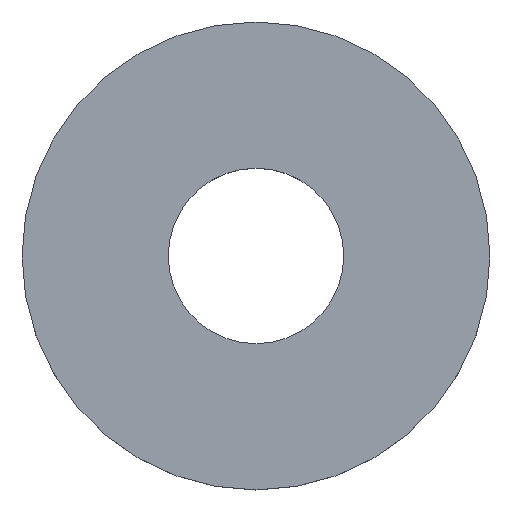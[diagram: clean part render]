
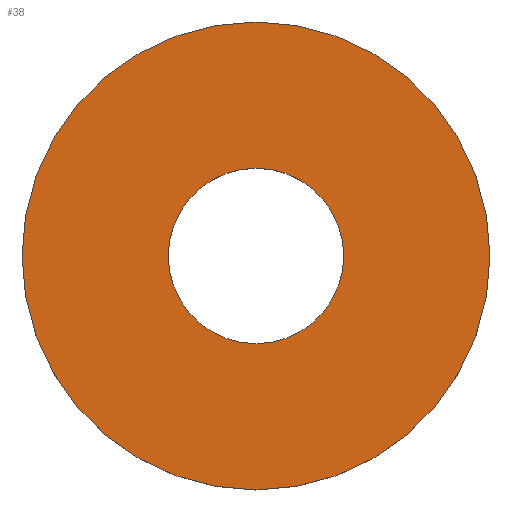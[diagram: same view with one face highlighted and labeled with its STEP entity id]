
A CAD part, top view. The second image highlights one B-rep face of the part: STEP entity #38.
In plain terms, the highlighted planar face has unit normal (0, 0, 1).
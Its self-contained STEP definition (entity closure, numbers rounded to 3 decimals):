
#1 = CARTESIAN_POINT ( 'NONE',  ( -4., 0., 0.8 ) ) ;
#9 = VERTEX_POINT ( 'NONE', #94 ) ;
#10 = CARTESIAN_POINT ( 'NONE',  ( 0., 0., 0.8 ) ) ;
#15 = DIRECTION ( 'NONE',  ( 0., 0., 1. ) ) ;
#18 = AXIS2_PLACEMENT_3D ( 'NONE', #168, #188, #24 ) ;
#21 = DIRECTION ( 'NONE',  ( 0., 0., 1. ) ) ;
#24 = DIRECTION ( 'NONE',  ( 1., 0., 0. ) ) ;
#29 = DIRECTION ( 'NONE',  ( 0., 0., 1. ) ) ;
#30 = CARTESIAN_POINT ( 'NONE',  ( 0., 0., 0.8 ) ) ;
#32 = CIRCLE ( 'NONE', #59, 1.5 ) ;
#33 = CIRCLE ( 'NONE', #111, 4. ) ;
#34 = CARTESIAN_POINT ( 'NONE',  ( 0., 0., 0.8 ) ) ;
#38 = ADVANCED_FACE ( 'NONE', ( #46, #172 ), #110, .T. ) ;
#44 = EDGE_CURVE ( 'NONE', #115, #9, #163, .T. ) ;
#46 = FACE_OUTER_BOUND ( 'NONE', #58, .T. ) ;
#50 = DIRECTION ( 'NONE',  ( 1., 0., 0. ) ) ;
#58 = EDGE_LOOP ( 'NONE', ( #118, #181 ) ) ;
#59 = AXIS2_PLACEMENT_3D ( 'NONE', #190, #147, #108 ) ;
#70 = CARTESIAN_POINT ( 'NONE',  ( -1.5, 0., 0.8 ) ) ;
#86 = CIRCLE ( 'NONE', #18, 1.5 ) ;
#92 = ORIENTED_EDGE ( 'NONE', *, *, #119, .F. ) ;
#94 = CARTESIAN_POINT ( 'NONE',  ( 4., 0., 0.8 ) ) ;
#108 = DIRECTION ( 'NONE',  ( 1., 0., 0. ) ) ;
#110 = PLANE ( 'NONE',  #140 ) ;
#111 = AXIS2_PLACEMENT_3D ( 'NONE', #34, #21, #167 ) ;
#115 = VERTEX_POINT ( 'NONE', #1 ) ;
#118 = ORIENTED_EDGE ( 'NONE', *, *, #44, .T. ) ;
#119 = EDGE_CURVE ( 'NONE', #136, #134, #32, .T. ) ;
#131 = DIRECTION ( 'NONE',  ( 1., 0., 0. ) ) ;
#134 = VERTEX_POINT ( 'NONE', #70 ) ;
#136 = VERTEX_POINT ( 'NONE', #180 ) ;
#140 = AXIS2_PLACEMENT_3D ( 'NONE', #30, #15, #50 ) ;
#147 = DIRECTION ( 'NONE',  ( 0., 0., 1. ) ) ;
#149 = EDGE_CURVE ( 'NONE', #9, #115, #33, .T. ) ;
#150 = AXIS2_PLACEMENT_3D ( 'NONE', #10, #29, #131 ) ;
#153 = EDGE_LOOP ( 'NONE', ( #194, #92 ) ) ;
#163 = CIRCLE ( 'NONE', #150, 4. ) ;
#167 = DIRECTION ( 'NONE',  ( 1., 0., 0. ) ) ;
#168 = CARTESIAN_POINT ( 'NONE',  ( 0., 0., 0.8 ) ) ;
#172 = FACE_BOUND ( 'NONE', #153, .T. ) ;
#180 = CARTESIAN_POINT ( 'NONE',  ( 1.5, 0., 0.8 ) ) ;
#181 = ORIENTED_EDGE ( 'NONE', *, *, #149, .T. ) ;
#184 = EDGE_CURVE ( 'NONE', #134, #136, #86, .T. ) ;
#188 = DIRECTION ( 'NONE',  ( 0., 0., 1. ) ) ;
#190 = CARTESIAN_POINT ( 'NONE',  ( 0., 0., 0.8 ) ) ;
#194 = ORIENTED_EDGE ( 'NONE', *, *, #184, .F. ) ;
